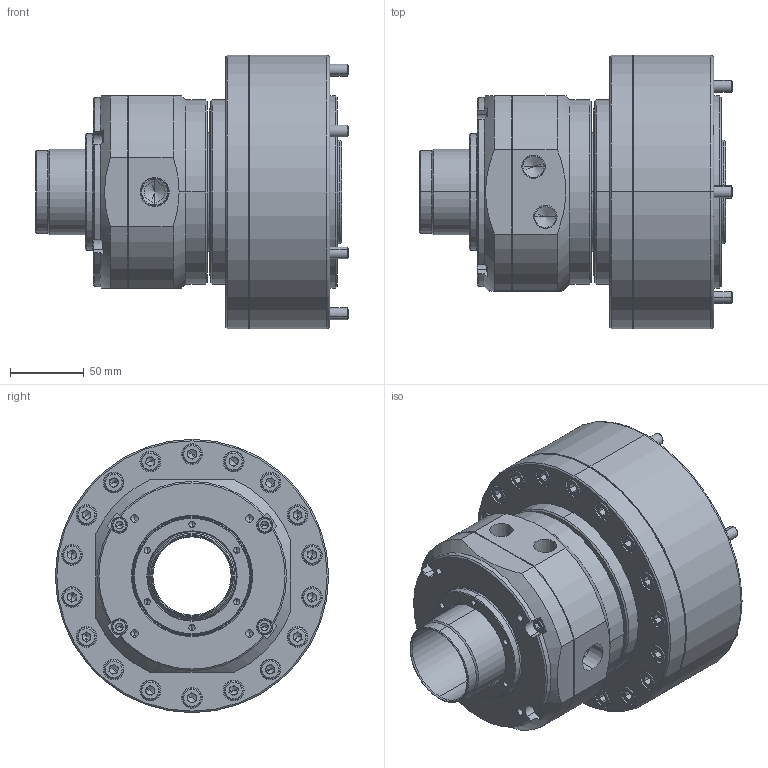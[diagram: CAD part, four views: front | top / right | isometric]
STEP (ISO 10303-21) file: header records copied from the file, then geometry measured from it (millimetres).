
FILE_DESCRIPTION (( 'STEP AP203' ), '1' );
FILE_NAME ('CF-TR-853.STEP', '2022-09-08T06:09:32', ( '' ), ( '' ), 'SwSTEP 2.0', 'SolidWorks 2020', '' );
FILE_SCHEMA (( 'CONFIG_CONTROL_DESIGN' ));
Length unit declared in the file: millimetre
Products named in the file (9): 圓頭內六角螺栓_M6x20; 圓頭內六角螺栓_M8x30; CF-TR-853-02000; 圓頭內六角螺栓_M8x75; CF-TR-853-01000; CF-TR-853; CF-TR-853-03000; CF-TK-B853-04050; CF-TR-853-04000
Assembly tree (27 placements, depth 2):
  CF-TR-853
    CF-TR-853-02000
    CF-TR-853-01000
    CF-TR-853-03000
    CF-TK-B853-04050
    CF-TR-853-04000
    圓頭內六角螺栓_M6x20  x4
    圓頭內六角螺栓_M8x30  x12
    圓頭內六角螺栓_M8x75  x6
Bounding box: 211.5 x 185 x 185 mm (x, y, z)
Volume: 2521136 mm3; surface area: 477527.7 mm2
Topology: 27 solids, 27 shells, 1053 faces, 2432 edges, 1429 vertices
Faces by surface type: plane 409, cylinder 351, cone 285, torus 8
Entity records: 17941 total; most frequent: DIRECTION 3114, CARTESIAN_POINT 2974, ORIENTED_EDGE 2560, EDGE_CURVE 1280, AXIS2_PLACEMENT_3D 1278, VERTEX_POINT 802, EDGE_LOOP 728, CIRCLE 670
